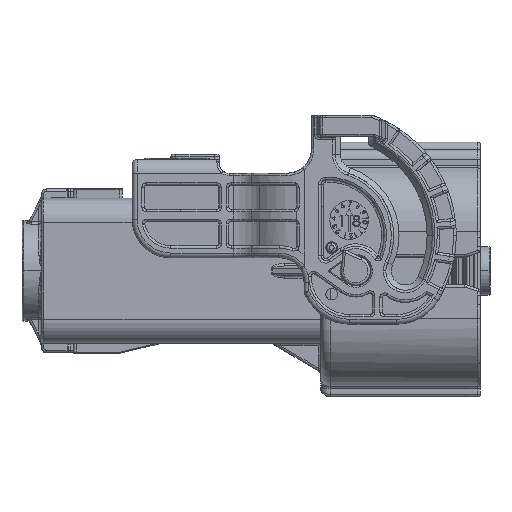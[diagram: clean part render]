
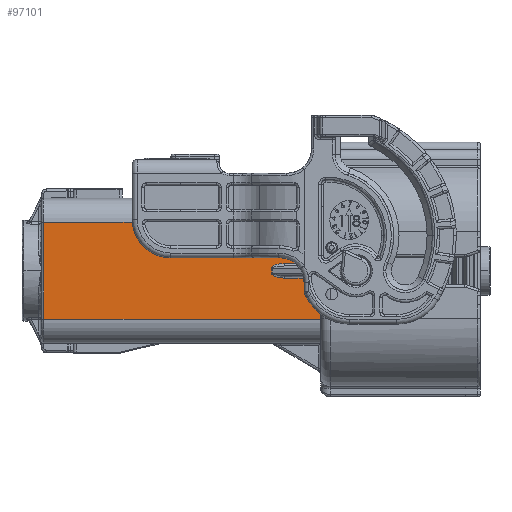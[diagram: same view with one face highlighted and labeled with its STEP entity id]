
A CAD part, left-side view. The second image highlights one B-rep face of the part: STEP entity #97101.
In plain terms, the highlighted planar face has unit normal (-1, 0, 0).
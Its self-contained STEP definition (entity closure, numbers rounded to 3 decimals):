
#354 = EDGE_CURVE ( 'NONE', #135764, #75122, #88527, .T. ) ;
#433 = CARTESIAN_POINT ( 'NONE',  ( -24., 43.096, 0.5 ) ) ;
#2240 = EDGE_LOOP ( 'NONE', ( #131660, #92317, #28358, #137950, #143915, #142625, #120554, #46856, #68078, #147854 ) ) ;
#3714 = DIRECTION ( 'NONE',  ( 0., -1., 0. ) ) ;
#7276 = CARTESIAN_POINT ( 'NONE',  ( -24., 33., -1.5 ) ) ;
#8475 = CARTESIAN_POINT ( 'NONE',  ( -24., 41.981, -1.5 ) ) ;
#10086 = CARTESIAN_POINT ( 'NONE',  ( -24., 43.096, 1. ) ) ;
#10172 = VECTOR ( 'NONE', #102105, 1000. ) ;
#12034 = VERTEX_POINT ( 'NONE', #107110 ) ;
#15320 = VERTEX_POINT ( 'NONE', #61699 ) ;
#16649 = EDGE_CURVE ( 'NONE', #102636, #15320, #24266, .T. ) ;
#17631 = LINE ( 'NONE', #33646, #141762 ) ;
#20536 = VECTOR ( 'NONE', #123411, 1000. ) ;
#23147 = CARTESIAN_POINT ( 'NONE',  ( -24., 33., -10. ) ) ;
#24266 = LINE ( 'NONE', #112860, #20536 ) ;
#24509 = CARTESIAN_POINT ( 'NONE',  ( -24., 40.404, 1.5 ) ) ;
#25087 = CARTESIAN_POINT ( 'NONE',  ( -24., 90.65, -10. ) ) ;
#27009 =( BOUNDED_CURVE ( )  B_SPLINE_CURVE ( 3, ( #80947, #8475, #105083, #33116 ),
 .UNSPECIFIED., .F., .F. ) 
 B_SPLINE_CURVE_WITH_KNOTS ( ( 4, 4 ),
 ( 1.571, 3.142 ),
 .UNSPECIFIED. ) 
 CURVE ( )  GEOMETRIC_REPRESENTATION_ITEM ( )  RATIONAL_B_SPLINE_CURVE ( ( 1., 0.805, 0.805, 1. ) ) 
 REPRESENTATION_ITEM ( '' )  );
#28078 = VECTOR ( 'NONE', #107205, 1000. ) ;
#28358 = ORIENTED_EDGE ( 'NONE', *, *, #16649, .T. ) ;
#30117 = CARTESIAN_POINT ( 'NONE',  ( -24., 90.15, -10. ) ) ;
#33116 = CARTESIAN_POINT ( 'NONE',  ( -24., 43.096, -0.5 ) ) ;
#33603 = EDGE_CURVE ( 'NONE', #12034, #64381, #139575, .T. ) ;
#33646 = CARTESIAN_POINT ( 'NONE',  ( -24., 33., -10. ) ) ;
#36659 = VECTOR ( 'NONE', #61349, 1000. ) ;
#46856 = ORIENTED_EDGE ( 'NONE', *, *, #118172, .T. ) ;
#49787 = AXIS2_PLACEMENT_3D ( 'NONE', #56432, #152673, #80640 ) ;
#51065 = FACE_OUTER_BOUND ( 'NONE', #2240, .T. ) ;
#56432 = CARTESIAN_POINT ( 'NONE',  ( -24., 90.65, -10. ) ) ;
#59666 = VERTEX_POINT ( 'NONE', #152965 ) ;
#60288 = VECTOR ( 'NONE', #77660, 1000. ) ;
#61315 = EDGE_CURVE ( 'NONE', #100346, #111065, #100622, .T. ) ;
#61349 = DIRECTION ( 'NONE',  ( 0., -1., 0. ) ) ;
#61699 = CARTESIAN_POINT ( 'NONE',  ( -24., 40.404, -1.5 ) ) ;
#64381 = VERTEX_POINT ( 'NONE', #73361 ) ;
#68078 = ORIENTED_EDGE ( 'NONE', *, *, #354, .F. ) ;
#72366 = CARTESIAN_POINT ( 'NONE',  ( -24., 43.096, 1.086 ) ) ;
#73361 = CARTESIAN_POINT ( 'NONE',  ( -24., 33., 1.5 ) ) ;
#73969 = CARTESIAN_POINT ( 'NONE',  ( -24., 90.15, -10. ) ) ;
#75122 = VERTEX_POINT ( 'NONE', #87415 ) ;
#75672 = CARTESIAN_POINT ( 'NONE',  ( -24., 90.65, 1.5 ) ) ;
#77660 = DIRECTION ( 'NONE',  ( 0., -1., 0. ) ) ;
#80640 = DIRECTION ( 'NONE',  ( 0., 0., -1. ) ) ;
#80947 = CARTESIAN_POINT ( 'NONE',  ( -24., 40.404, -1.5 ) ) ;
#82007 = DIRECTION ( 'NONE',  ( 0., 0., 1. ) ) ;
#87415 = CARTESIAN_POINT ( 'NONE',  ( -24., 33., 10. ) ) ;
#88527 = LINE ( 'NONE', #149699, #60288 ) ;
#92317 = ORIENTED_EDGE ( 'NONE', *, *, #127471, .T. ) ;
#94288 = VERTEX_POINT ( 'NONE', #107002 ) ;
#96528 = CARTESIAN_POINT ( 'NONE',  ( -24., 41.981, 1.5 ) ) ;
#97101 = ADVANCED_FACE ( 'NONE', ( #51065 ), #128461, .F. ) ;
#98326 =( BOUNDED_CURVE ( )  B_SPLINE_CURVE ( 3, ( #433, #72366, #96528, #24509 ),
 .UNSPECIFIED., .F., .F. ) 
 B_SPLINE_CURVE_WITH_KNOTS ( ( 4, 4 ),
 ( 0., 1.571 ),
 .UNSPECIFIED. ) 
 CURVE ( )  GEOMETRIC_REPRESENTATION_ITEM ( )  RATIONAL_B_SPLINE_CURVE ( ( 1., 0.805, 0.805, 1. ) ) 
 REPRESENTATION_ITEM ( '' )  );
#99627 = EDGE_CURVE ( 'NONE', #15320, #94288, #27009, .T. ) ;
#100346 = VERTEX_POINT ( 'NONE', #73969 ) ;
#100622 = LINE ( 'NONE', #25087, #36659 ) ;
#102105 = DIRECTION ( 'NONE',  ( 0., 0., -1. ) ) ;
#102636 = VERTEX_POINT ( 'NONE', #7276 ) ;
#104553 = CARTESIAN_POINT ( 'NONE',  ( -24., 33., -10. ) ) ;
#105083 = CARTESIAN_POINT ( 'NONE',  ( -24., 43.096, -1.086 ) ) ;
#105657 = CARTESIAN_POINT ( 'NONE',  ( -24., 90.15, 10. ) ) ;
#107002 = CARTESIAN_POINT ( 'NONE',  ( -24., 43.096, -0.5 ) ) ;
#107110 = CARTESIAN_POINT ( 'NONE',  ( -24., 40.404, 1.5 ) ) ;
#107205 = DIRECTION ( 'NONE',  ( 0., 0., 1. ) ) ;
#108093 = EDGE_CURVE ( 'NONE', #135764, #100346, #130479, .T. ) ;
#111065 = VERTEX_POINT ( 'NONE', #104553 ) ;
#112860 = CARTESIAN_POINT ( 'NONE',  ( -24., 43., -1.5 ) ) ;
#118108 = EDGE_CURVE ( 'NONE', #94288, #59666, #131533, .T. ) ;
#118172 = EDGE_CURVE ( 'NONE', #64381, #75122, #120183, .T. ) ;
#120183 = LINE ( 'NONE', #23147, #28078 ) ;
#120554 = ORIENTED_EDGE ( 'NONE', *, *, #33603, .T. ) ;
#123411 = DIRECTION ( 'NONE',  ( 0., 1., 0. ) ) ;
#127471 = EDGE_CURVE ( 'NONE', #111065, #102636, #17631, .T. ) ;
#128461 = PLANE ( 'NONE',  #49787 ) ;
#130479 = LINE ( 'NONE', #30117, #10172 ) ;
#131533 = LINE ( 'NONE', #10086, #135317 ) ;
#131660 = ORIENTED_EDGE ( 'NONE', *, *, #61315, .T. ) ;
#135317 = VECTOR ( 'NONE', #82007, 1000. ) ;
#135764 = VERTEX_POINT ( 'NONE', #105657 ) ;
#137950 = ORIENTED_EDGE ( 'NONE', *, *, #99627, .T. ) ;
#138900 = EDGE_CURVE ( 'NONE', #59666, #12034, #98326, .T. ) ;
#139575 = LINE ( 'NONE', #75672, #147067 ) ;
#141762 = VECTOR ( 'NONE', #141958, 1000. ) ;
#141958 = DIRECTION ( 'NONE',  ( 0., 0., 1. ) ) ;
#142625 = ORIENTED_EDGE ( 'NONE', *, *, #138900, .T. ) ;
#143915 = ORIENTED_EDGE ( 'NONE', *, *, #118108, .T. ) ;
#147067 = VECTOR ( 'NONE', #3714, 1000. ) ;
#147854 = ORIENTED_EDGE ( 'NONE', *, *, #108093, .T. ) ;
#149699 = CARTESIAN_POINT ( 'NONE',  ( -24., 90.65, 10. ) ) ;
#152673 = DIRECTION ( 'NONE',  ( 1., 0., 0. ) ) ;
#152965 = CARTESIAN_POINT ( 'NONE',  ( -24., 43.096, 0.5 ) ) ;
